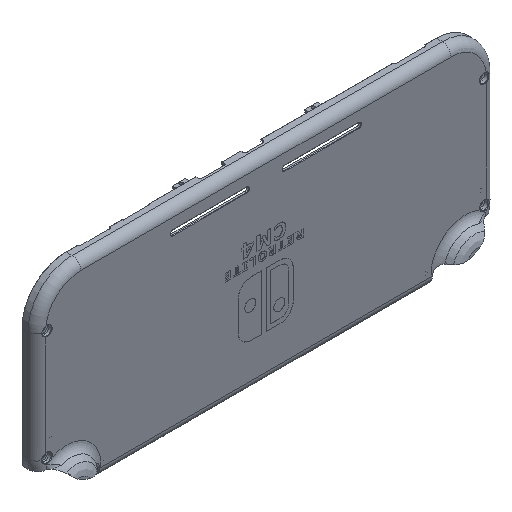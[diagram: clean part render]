
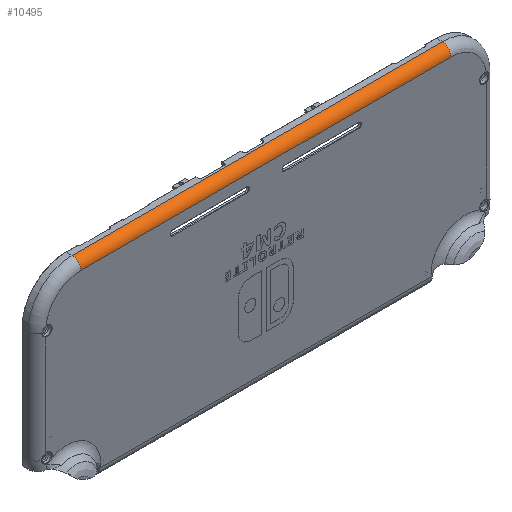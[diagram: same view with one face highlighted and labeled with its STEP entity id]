
A CAD part, isometric view. The second image highlights one B-rep face of the part: STEP entity #10495.
In plain terms, the highlighted cylindrical face has radius 4 mm (diameter 8 mm), a partial arc.
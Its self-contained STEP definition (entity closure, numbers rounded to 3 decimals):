
#1054=FACE_OUTER_BOUND('',#1646,.T.);
#1646=EDGE_LOOP('',(#8272,#8273,#8274,#8275));
#2223=LINE('',#15425,#3288);
#2633=LINE('',#17639,#3698);
#3288=VECTOR('',#12252,1000.);
#3698=VECTOR('',#13132,1000.);
#4427=CIRCLE('',#11297,4.);
#4432=CIRCLE('',#11306,4.);
#4788=VERTEX_POINT('',#15408);
#4795=VERTEX_POINT('',#15423);
#5212=VERTEX_POINT('',#17256);
#5220=VERTEX_POINT('',#17376);
#5853=EDGE_CURVE('',#4795,#4788,#2223,.T.);
#6399=EDGE_CURVE('',#4795,#5212,#4427,.T.);
#6414=EDGE_CURVE('',#4788,#5220,#4432,.T.);
#6448=EDGE_CURVE('',#5212,#5220,#2633,.T.);
#8272=ORIENTED_EDGE('',*,*,#6448,.T.);
#8273=ORIENTED_EDGE('',*,*,#6414,.F.);
#8274=ORIENTED_EDGE('',*,*,#5853,.F.);
#8275=ORIENTED_EDGE('',*,*,#6399,.T.);
#10268=CYLINDRICAL_SURFACE('',#11336,4.);
#10495=ADVANCED_FACE('',(#1054),#10268,.T.);
#11297=AXIS2_PLACEMENT_3D('',#17258,#13056,#13057);
#11306=AXIS2_PLACEMENT_3D('',#17377,#13076,#13077);
#11336=AXIS2_PLACEMENT_3D('',#17668,#13162,#13163);
#12252=DIRECTION('',(-1.,0.,0.));
#13056=DIRECTION('center_axis',(-1.,0.,0.));
#13057=DIRECTION('ref_axis',(0.,0.,
-1.));
#13076=DIRECTION('center_axis',(-1.,0.,0.));
#13077=DIRECTION('ref_axis',(0.,0.,
-1.));
#13132=DIRECTION('',(-1.,0.,0.));
#13162=DIRECTION('center_axis',(-1.,0.,0.));
#13163=DIRECTION('ref_axis',(0.,0.,
1.));
#15408=CARTESIAN_POINT('',(-84.,-14.5,41.));
#15423=CARTESIAN_POINT('',(84.,-14.5,41.));
#15425=CARTESIAN_POINT('',(84.,-14.5,41.));
#17256=CARTESIAN_POINT('',(84.,-10.5,45.));
#17258=CARTESIAN_POINT('Origin',(84.,-10.5,41.));
#17376=CARTESIAN_POINT('',(-84.,-10.5,45.));
#17377=CARTESIAN_POINT('Origin',(-84.,-10.5,41.));
#17639=CARTESIAN_POINT('',(84.,-10.5,45.));
#17668=CARTESIAN_POINT('Origin',(84.,-10.5,41.));
